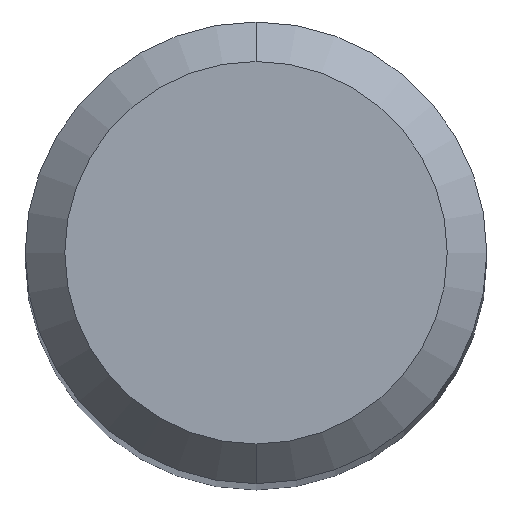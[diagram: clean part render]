
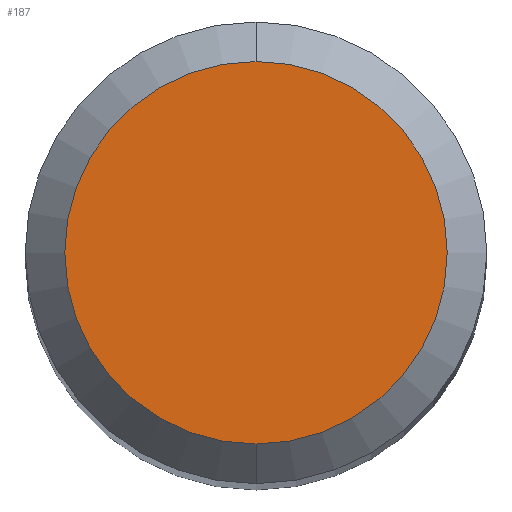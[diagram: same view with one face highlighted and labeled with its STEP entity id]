
A CAD part, top view. The second image highlights one B-rep face of the part: STEP entity #187.
In plain terms, the highlighted planar face has unit normal (0, 0, 1).
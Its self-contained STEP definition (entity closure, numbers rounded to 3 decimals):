
#165=VERTEX_POINT('',#397);
#171=VERTEX_POINT('',#403);
#187=ADVANCED_FACE('',(#422),#423,.T.);
#195=EDGE_CURVE('',#171,#165,#432,.T.);
#347=EDGE_CURVE('',#165,#171,#606,.T.);
#397=CARTESIAN_POINT('',(0.,-1.45,0.0));
#403=CARTESIAN_POINT('',(0.0,1.45,0.0));
#422=FACE_OUTER_BOUND('',#693,.T.);
#423=PLANE('',#694);
#432=CIRCLE('',#706,1.45);
#606=CIRCLE('',#927,1.45);
#693=EDGE_LOOP('',(#986,#987));
#694=AXIS2_PLACEMENT_3D('',#988,#989,#990);
#706=AXIS2_PLACEMENT_3D('',#1000,#1001,#1002);
#927=AXIS2_PLACEMENT_3D('',#1240,#1241,#1242);
#986=ORIENTED_EDGE('',*,*,#195,.F.);
#987=ORIENTED_EDGE('',*,*,#347,.F.);
#988=CARTESIAN_POINT('',(0.0,0.725,0.0));
#989=DIRECTION('',(-0.0,0.0,1.0));
#990=DIRECTION('',(0.0,-1.0,0.0));
#1000=CARTESIAN_POINT('',(0.0,0.0,0.0));
#1001=DIRECTION('',(0.0,0.0,-1.0));
#1002=DIRECTION('',(0.0,1.0,0.0));
#1240=CARTESIAN_POINT('',(0.0,0.0,0.0));
#1241=DIRECTION('',(0.0,0.0,-1.0));
#1242=DIRECTION('',(0.0,1.0,0.0));
